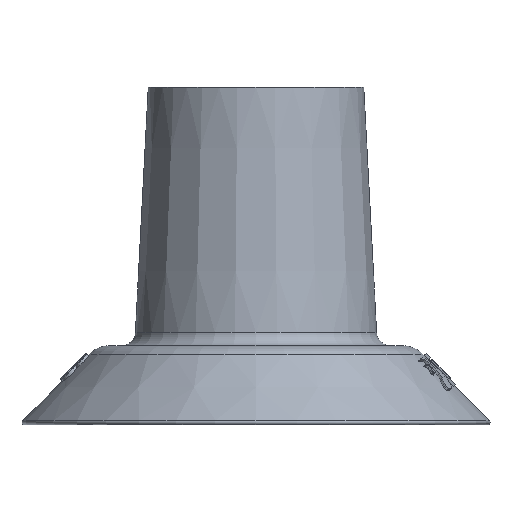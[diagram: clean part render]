
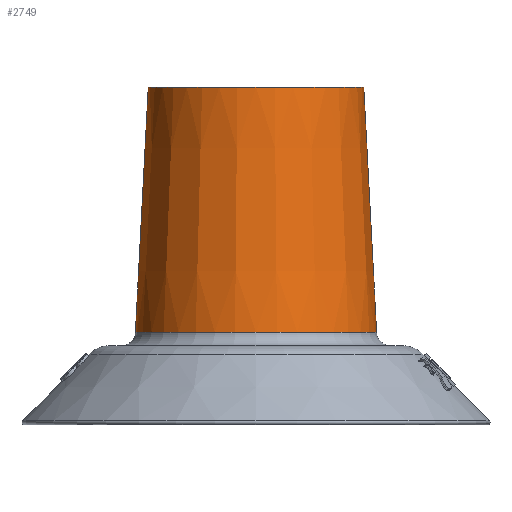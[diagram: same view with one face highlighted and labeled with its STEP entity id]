
A CAD part, front view. The second image highlights one B-rep face of the part: STEP entity #2749.
In plain terms, the highlighted conical face has half-angle 3 degrees and reference radius 8.394 mm.
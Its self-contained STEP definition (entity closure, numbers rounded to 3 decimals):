
#186=CIRCLE('',#2945,8.394);
#187=CIRCLE('',#2947,7.5);
#333=ORIENTED_EDGE('',*,*,#1242,.T.);
#334=ORIENTED_EDGE('',*,*,#1241,.F.);
#1241=EDGE_CURVE('',#1697,#1697,#186,.T.);
#1242=EDGE_CURVE('',#1698,#1698,#187,.T.);
#1697=VERTEX_POINT('',#3772);
#1698=VERTEX_POINT('',#3775);
#2333=EDGE_LOOP('',(#333));
#2334=EDGE_LOOP('',(#334));
#2540=FACE_BOUND('',#2333,.T.);
#2541=FACE_BOUND('',#2334,.T.);
#2729=CONICAL_SURFACE('',#2946,8.394,0.052);
#2749=ADVANCED_FACE('',(#2540,#2541),#2729,.T.);
#2945=AXIS2_PLACEMENT_3D('',#3771,#3005,#3006);
#2946=AXIS2_PLACEMENT_3D('',#3773,#3007,#3008);
#2947=AXIS2_PLACEMENT_3D('',#3774,#3009,#3010);
#3005=DIRECTION('',(0.,0.,-1.));
#3006=DIRECTION('',(-1.,0.,0.));
#3007=DIRECTION('',(0.,0.,-1.));
#3008=DIRECTION('',(-1.,0.,0.));
#3009=DIRECTION('',(0.,0.,-1.));
#3010=DIRECTION('',(-1.,0.,0.));
#3771=CARTESIAN_POINT('',(0.,0.,6.448));
#3772=CARTESIAN_POINT('',(-8.394,0.,6.448));
#3773=CARTESIAN_POINT('',(0.,0.,6.448));
#3774=CARTESIAN_POINT('',(0.,0.,23.5));
#3775=CARTESIAN_POINT('',(-7.5,0.,23.5));
